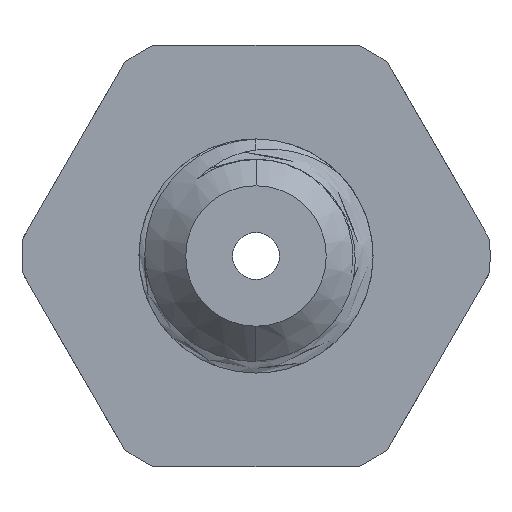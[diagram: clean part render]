
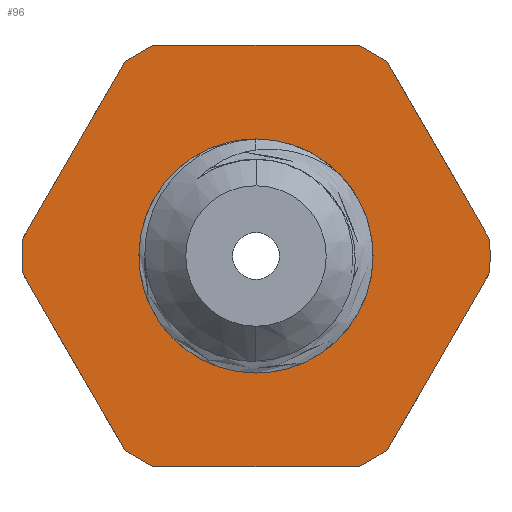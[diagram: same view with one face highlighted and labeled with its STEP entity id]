
A CAD part, left-side view. The second image highlights one B-rep face of the part: STEP entity #96.
In plain terms, the highlighted planar face has unit normal (-1, 0, 0).
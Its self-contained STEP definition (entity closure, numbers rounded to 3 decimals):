
#23 = EDGE_CURVE ( 'NONE', #2983, #4458, #1550, .T. ) ;
#32 = EDGE_LOOP ( 'NONE', ( #3547, #3300, #4222, #328, #2143, #2615, #322, #5138, #494, #4996, #4650, #3355 ) ) ;
#76 = CARTESIAN_POINT ( 'NONE',  ( 131.801, -0.5, 0. ) ) ;
#96 = ADVANCED_FACE ( 'NONE', ( #1399, #2346 ), #3592, .F. ) ;
#121 = DIRECTION ( 'NONE',  ( 0., -0.5, -0.866 ) ) ;
#164 = DIRECTION ( 'NONE',  ( 0., 0., -1. ) ) ;
#279 = CARTESIAN_POINT ( 'NONE',  ( 131.801, -5.647, -0.085 ) ) ;
#317 = AXIS2_PLACEMENT_3D ( 'NONE', #393, #3343, #5012 ) ;
#322 = ORIENTED_EDGE ( 'NONE', *, *, #3173, .F. ) ;
#328 = ORIENTED_EDGE ( 'NONE', *, *, #1907, .F. ) ;
#386 = VERTEX_POINT ( 'NONE', #1551 ) ;
#393 = CARTESIAN_POINT ( 'NONE',  ( 131.801, -0.5, 0. ) ) ;
#436 = CARTESIAN_POINT ( 'NONE',  ( 131.801, -0.5, 2.5 ) ) ;
#478 = CARTESIAN_POINT ( 'NONE',  ( 131.801, -0.5, 0. ) ) ;
#494 = ORIENTED_EDGE ( 'NONE', *, *, #4141, .F. ) ;
#508 = CARTESIAN_POINT ( 'NONE',  ( 131.801, -0.5, 0. ) ) ;
#511 = EDGE_CURVE ( 'NONE', #3063, #1051, #1197, .T. ) ;
#533 = EDGE_CURVE ( 'NONE', #2406, #2820, #1636, .T. ) ;
#586 = CIRCLE ( 'NONE', #3902, 5. ) ;
#587 = CIRCLE ( 'NONE', #1990, 2.5 ) ;
#716 = LINE ( 'NONE', #4023, #1548 ) ;
#743 = DIRECTION ( 'NONE',  ( 1., 0., 0. ) ) ;
#774 = EDGE_CURVE ( 'NONE', #1051, #3063, #587, .T. ) ;
#803 = EDGE_CURVE ( 'NONE', #386, #3227, #2163, .T. ) ;
#879 = EDGE_CURVE ( 'NONE', #4942, #2983, #5305, .T. ) ;
#939 = CARTESIAN_POINT ( 'NONE',  ( 131.801, 4.487, 0.363 ) ) ;
#952 = DIRECTION ( 'NONE',  ( 1., 0., 0. ) ) ;
#997 = CARTESIAN_POINT ( 'NONE',  ( 131.801, -0.5, 0. ) ) ;
#1051 = VERTEX_POINT ( 'NONE', #5375 ) ;
#1180 = DIRECTION ( 'NONE',  ( 1., 0., 0. ) ) ;
#1197 = CIRCLE ( 'NONE', #4161, 2.5 ) ;
#1229 = LINE ( 'NONE', #2601, #1900 ) ;
#1285 = AXIS2_PLACEMENT_3D ( 'NONE', #4417, #4008, #2190 ) ;
#1380 = DIRECTION ( 'NONE',  ( 0., 0., -1. ) ) ;
#1399 = FACE_BOUND ( 'NONE', #3436, .T. ) ;
#1548 = VECTOR ( 'NONE', #4869, 1000. ) ;
#1549 = CARTESIAN_POINT ( 'NONE',  ( 131.801, -2.679, 4.5 ) ) ;
#1550 = CIRCLE ( 'NONE', #2073, 5. ) ;
#1551 = CARTESIAN_POINT ( 'NONE',  ( 131.801, -3.307, -4.137 ) ) ;
#1636 = CIRCLE ( 'NONE', #4691, 5. ) ;
#1693 = ORIENTED_EDGE ( 'NONE', *, *, #774, .T. ) ;
#1817 = DIRECTION ( 'NONE',  ( 1., 0., 0. ) ) ;
#1861 = VERTEX_POINT ( 'NONE', #2758 ) ;
#1879 = EDGE_CURVE ( 'NONE', #3227, #1861, #3571, .T. ) ;
#1900 = VECTOR ( 'NONE', #3327, 1000. ) ;
#1907 = EDGE_CURVE ( 'NONE', #2940, #3746, #3895, .T. ) ;
#1990 = AXIS2_PLACEMENT_3D ( 'NONE', #3201, #743, #3637 ) ;
#2040 = CARTESIAN_POINT ( 'NONE',  ( 131.801, -3.307, 4.137 ) ) ;
#2054 = CARTESIAN_POINT ( 'NONE',  ( 131.801, 2.307, -4.137 ) ) ;
#2073 = AXIS2_PLACEMENT_3D ( 'NONE', #76, #3006, #4290 ) ;
#2080 = VERTEX_POINT ( 'NONE', #4553 ) ;
#2143 = ORIENTED_EDGE ( 'NONE', *, *, #2939, .F. ) ;
#2163 = CIRCLE ( 'NONE', #4254, 5. ) ;
#2190 = DIRECTION ( 'NONE',  ( 0., 0., -1. ) ) ;
#2339 = VECTOR ( 'NONE', #4077, 1000. ) ;
#2346 = FACE_OUTER_BOUND ( 'NONE', #32, .T. ) ;
#2354 = DIRECTION ( 'NONE',  ( 1., 0., 0. ) ) ;
#2379 = DIRECTION ( 'NONE',  ( 0., 1., 0. ) ) ;
#2406 = VERTEX_POINT ( 'NONE', #1549 ) ;
#2601 = CARTESIAN_POINT ( 'NONE',  ( 131.801, -5.5, 4.5 ) ) ;
#2615 = ORIENTED_EDGE ( 'NONE', *, *, #533, .F. ) ;
#2616 = CARTESIAN_POINT ( 'NONE',  ( 131.801, -5.647, 0.085 ) ) ;
#2732 = CARTESIAN_POINT ( 'NONE',  ( 131.801, -0.5, 0. ) ) ;
#2758 = CARTESIAN_POINT ( 'NONE',  ( 131.801, 1.679, -4.5 ) ) ;
#2820 = VERTEX_POINT ( 'NONE', #2040 ) ;
#2839 = EDGE_CURVE ( 'NONE', #1861, #4942, #4072, .T. ) ;
#2871 = CARTESIAN_POINT ( 'NONE',  ( 131.801, -0.5, 0. ) ) ;
#2934 = ORIENTED_EDGE ( 'NONE', *, *, #511, .T. ) ;
#2939 = EDGE_CURVE ( 'NONE', #2820, #2940, #4253, .T. ) ;
#2940 = VERTEX_POINT ( 'NONE', #3427 ) ;
#2948 = AXIS2_PLACEMENT_3D ( 'NONE', #2732, #2354, #164 ) ;
#2967 = DIRECTION ( 'NONE',  ( 0., 0., -1. ) ) ;
#2983 = VERTEX_POINT ( 'NONE', #5124 ) ;
#3006 = DIRECTION ( 'NONE',  ( 1., 0., 0. ) ) ;
#3063 = VERTEX_POINT ( 'NONE', #436 ) ;
#3173 = EDGE_CURVE ( 'NONE', #2080, #2406, #1229, .T. ) ;
#3201 = CARTESIAN_POINT ( 'NONE',  ( 131.801, -0.5, 0. ) ) ;
#3227 = VERTEX_POINT ( 'NONE', #4059 ) ;
#3300 = ORIENTED_EDGE ( 'NONE', *, *, #803, .F. ) ;
#3327 = DIRECTION ( 'NONE',  ( 0., -1., 0. ) ) ;
#3343 = DIRECTION ( 'NONE',  ( 1., 0., 0. ) ) ;
#3355 = ORIENTED_EDGE ( 'NONE', *, *, #2839, .F. ) ;
#3362 = CARTESIAN_POINT ( 'NONE',  ( 131.801, -5.487, -0.363 ) ) ;
#3427 = CARTESIAN_POINT ( 'NONE',  ( 131.801, -5.487, 0.363 ) ) ;
#3436 = EDGE_LOOP ( 'NONE', ( #1693, #2934 ) ) ;
#3547 = ORIENTED_EDGE ( 'NONE', *, *, #1879, .F. ) ;
#3571 = LINE ( 'NONE', #4398, #5024 ) ;
#3592 = PLANE ( 'NONE',  #1285 ) ;
#3610 = DIRECTION ( 'NONE',  ( 0., 0.5, -0.866 ) ) ;
#3637 = DIRECTION ( 'NONE',  ( 0., 0., -1. ) ) ;
#3746 = VERTEX_POINT ( 'NONE', #3362 ) ;
#3895 = CIRCLE ( 'NONE', #2948, 5. ) ;
#3902 = AXIS2_PLACEMENT_3D ( 'NONE', #997, #1817, #1380 ) ;
#3913 = EDGE_CURVE ( 'NONE', #4792, #2080, #586, .T. ) ;
#4008 = DIRECTION ( 'NONE',  ( 1., 0., 0. ) ) ;
#4023 = CARTESIAN_POINT ( 'NONE',  ( 131.801, 2.147, 4.415 ) ) ;
#4025 = LINE ( 'NONE', #279, #4754 ) ;
#4059 = CARTESIAN_POINT ( 'NONE',  ( 131.801, -2.679, -4.5 ) ) ;
#4072 = CIRCLE ( 'NONE', #317, 5. ) ;
#4077 = DIRECTION ( 'NONE',  ( 0., 0.5, 0.866 ) ) ;
#4141 = EDGE_CURVE ( 'NONE', #4458, #4792, #716, .T. ) ;
#4161 = AXIS2_PLACEMENT_3D ( 'NONE', #508, #952, #2967 ) ;
#4222 = ORIENTED_EDGE ( 'NONE', *, *, #5110, .F. ) ;
#4253 = LINE ( 'NONE', #2616, #4772 ) ;
#4254 = AXIS2_PLACEMENT_3D ( 'NONE', #2871, #1180, #4488 ) ;
#4290 = DIRECTION ( 'NONE',  ( 0., 0., -1. ) ) ;
#4398 = CARTESIAN_POINT ( 'NONE',  ( 131.801, -5.5, -4.5 ) ) ;
#4417 = CARTESIAN_POINT ( 'NONE',  ( 131.801, -5.5, 0. ) ) ;
#4458 = VERTEX_POINT ( 'NONE', #939 ) ;
#4461 = CARTESIAN_POINT ( 'NONE',  ( 131.801, 2.147, -4.415 ) ) ;
#4488 = DIRECTION ( 'NONE',  ( 0., 0., -1. ) ) ;
#4553 = CARTESIAN_POINT ( 'NONE',  ( 131.801, 1.679, 4.5 ) ) ;
#4576 = DIRECTION ( 'NONE',  ( 0., 0., -1. ) ) ;
#4606 = DIRECTION ( 'NONE',  ( 1., 0., 0. ) ) ;
#4650 = ORIENTED_EDGE ( 'NONE', *, *, #879, .F. ) ;
#4691 = AXIS2_PLACEMENT_3D ( 'NONE', #478, #4606, #4576 ) ;
#4754 = VECTOR ( 'NONE', #3610, 1000. ) ;
#4772 = VECTOR ( 'NONE', #121, 1000. ) ;
#4792 = VERTEX_POINT ( 'NONE', #5226 ) ;
#4869 = DIRECTION ( 'NONE',  ( 0., -0.5, 0.866 ) ) ;
#4942 = VERTEX_POINT ( 'NONE', #2054 ) ;
#4996 = ORIENTED_EDGE ( 'NONE', *, *, #23, .F. ) ;
#5012 = DIRECTION ( 'NONE',  ( 0., 0., -1. ) ) ;
#5024 = VECTOR ( 'NONE', #2379, 1000. ) ;
#5110 = EDGE_CURVE ( 'NONE', #3746, #386, #4025, .T. ) ;
#5124 = CARTESIAN_POINT ( 'NONE',  ( 131.801, 4.487, -0.363 ) ) ;
#5138 = ORIENTED_EDGE ( 'NONE', *, *, #3913, .F. ) ;
#5226 = CARTESIAN_POINT ( 'NONE',  ( 131.801, 2.307, 4.137 ) ) ;
#5305 = LINE ( 'NONE', #4461, #2339 ) ;
#5375 = CARTESIAN_POINT ( 'NONE',  ( 131.801, -0.5, -2.5 ) ) ;
